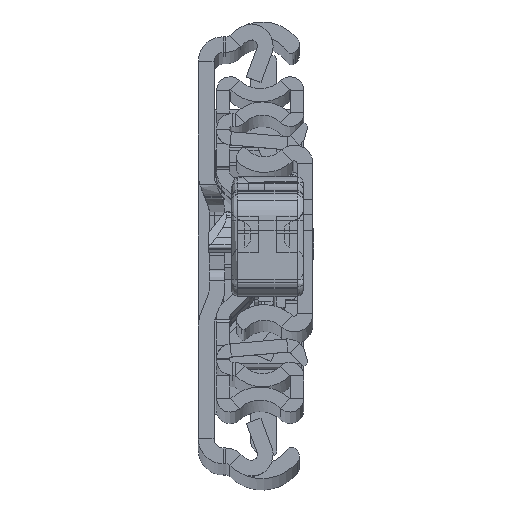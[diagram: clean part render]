
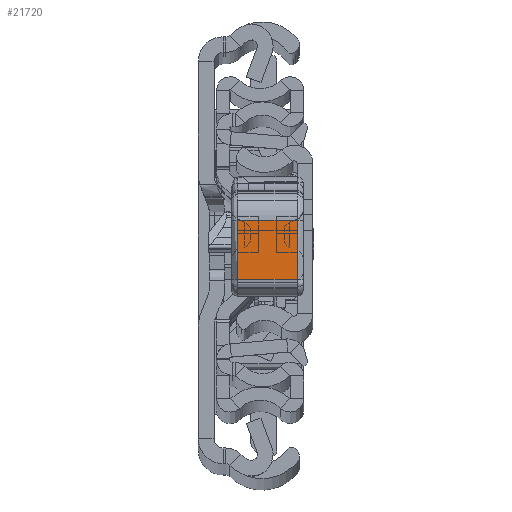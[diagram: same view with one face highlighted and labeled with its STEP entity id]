
A CAD part, top view. The second image highlights one B-rep face of the part: STEP entity #21720.
In plain terms, the highlighted face is planar.
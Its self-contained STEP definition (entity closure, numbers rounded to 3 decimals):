
#919 = AXIS2_PLACEMENT_3D ( 'NONE', #26913, #29264, #7455 ) ;
#1091 = ORIENTED_EDGE ( 'NONE', *, *, #21408, .T. ) ;
#1516 = ORIENTED_EDGE ( 'NONE', *, *, #17554, .T. ) ;
#3793 = LINE ( 'NONE', #28832, #28986 ) ;
#4797 = EDGE_CURVE ( 'NONE', #32943, #26710, #3793, .T. ) ;
#6673 = DIRECTION ( 'NONE',  ( 0., 0., -1. ) ) ;
#7046 = LINE ( 'NONE', #7932, #27192 ) ;
#7455 = DIRECTION ( 'NONE',  ( -0.027, -1., 0. ) ) ;
#7932 = CARTESIAN_POINT ( 'NONE',  ( 39.55, -12.274, 0. ) ) ;
#8874 = ORIENTED_EDGE ( 'NONE', *, *, #4797, .T. ) ;
#9306 = CARTESIAN_POINT ( 'NONE',  ( 39.55, -12.274, 10. ) ) ;
#10780 = CARTESIAN_POINT ( 'NONE',  ( 39.818, -2.465, 10. ) ) ;
#10998 = EDGE_CURVE ( 'NONE', #12772, #26394, #18865, .T. ) ;
#12772 = VERTEX_POINT ( 'NONE', #13576 ) ;
#13453 = DIRECTION ( 'NONE',  ( 0., 0., 1. ) ) ;
#13576 = CARTESIAN_POINT ( 'NONE',  ( 39.818, -2.465, 0. ) ) ;
#17554 = EDGE_CURVE ( 'NONE', #26710, #12772, #7046, .T. ) ;
#18278 = PLANE ( 'NONE',  #919 ) ;
#18757 = DIRECTION ( 'NONE',  ( 0.027, 1., 0. ) ) ;
#18865 = LINE ( 'NONE', #35055, #28100 ) ;
#20215 = ORIENTED_EDGE ( 'NONE', *, *, #10998, .T. ) ;
#21408 = EDGE_CURVE ( 'NONE', #26394, #32943, #25703, .T. ) ;
#21720 = ADVANCED_FACE ( 'NONE', ( #29606 ), #18278, .F. ) ;
#23697 = DIRECTION ( 'NONE',  ( -0.027, -1., 0. ) ) ;
#25585 = VECTOR ( 'NONE', #23697, 1000. ) ;
#25703 = LINE ( 'NONE', #9306, #25585 ) ;
#26394 = VERTEX_POINT ( 'NONE', #10780 ) ;
#26710 = VERTEX_POINT ( 'NONE', #26961 ) ;
#26913 = CARTESIAN_POINT ( 'NONE',  ( 39.55, -12.274, 11. ) ) ;
#26961 = CARTESIAN_POINT ( 'NONE',  ( 39.55, -12.274, 0. ) ) ;
#27116 = EDGE_LOOP ( 'NONE', ( #8874, #1516, #20215, #1091 ) ) ;
#27192 = VECTOR ( 'NONE', #18757, 1000. ) ;
#28100 = VECTOR ( 'NONE', #13453, 1000. ) ;
#28832 = CARTESIAN_POINT ( 'NONE',  ( 39.55, -12.274, 11. ) ) ;
#28986 = VECTOR ( 'NONE', #6673, 1000. ) ;
#29264 = DIRECTION ( 'NONE',  ( -1., 0.027, 0. ) ) ;
#29606 = FACE_OUTER_BOUND ( 'NONE', #27116, .T. ) ;
#32018 = CARTESIAN_POINT ( 'NONE',  ( 39.55, -12.274, 10. ) ) ;
#32943 = VERTEX_POINT ( 'NONE', #32018 ) ;
#35055 = CARTESIAN_POINT ( 'NONE',  ( 39.818, -2.465, 11. ) ) ;
